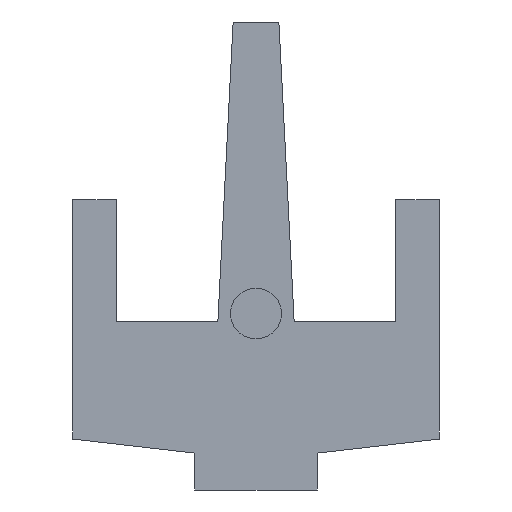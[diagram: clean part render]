
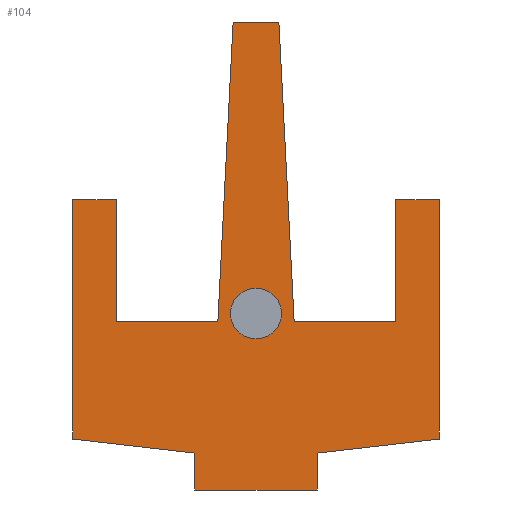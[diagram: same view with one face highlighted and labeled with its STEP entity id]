
A CAD part, front view. The second image highlights one B-rep face of the part: STEP entity #104.
In plain terms, the highlighted planar face has unit normal (0, -1, 0).
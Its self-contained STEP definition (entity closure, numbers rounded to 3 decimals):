
#1 = CARTESIAN_POINT ( 'NONE',  ( 9.278, 0., -19.508 ) ) ;
#10 = VERTEX_POINT ( 'NONE', #555 ) ;
#24 = CARTESIAN_POINT ( 'NONE',  ( 0., 0., 0. ) ) ;
#25 = VERTEX_POINT ( 'NONE', #622 ) ;
#26 = VECTOR ( 'NONE', #246, 1000. ) ;
#32 = ORIENTED_EDGE ( 'NONE', *, *, #316, .F. ) ;
#33 = DIRECTION ( 'NONE',  ( 0., 0., -1. ) ) ;
#36 = CARTESIAN_POINT ( 'NONE',  ( 25.028, 0., -2.058 ) ) ;
#37 = DIRECTION ( 'NONE',  ( 0.051, 0., 0.999 ) ) ;
#50 = VERTEX_POINT ( 'NONE', #501 ) ;
#53 = CARTESIAN_POINT ( 'NONE',  ( 27.278, 0., -30.712 ) ) ;
#58 = LINE ( 'NONE', #239, #173 ) ;
#61 = AXIS2_PLACEMENT_3D ( 'NONE', #53, #319, #211 ) ;
#64 = EDGE_CURVE ( 'NONE', #75, #649, #410, .T. ) ;
#74 = CARTESIAN_POINT ( 'NONE',  ( 27.278, 0., -33.212 ) ) ;
#75 = VERTEX_POINT ( 'NONE', #564 ) ;
#83 = LINE ( 'NONE', #85, #187 ) ;
#84 = DIRECTION ( 'NONE',  ( 0.051, 0., -0.999 ) ) ;
#85 = CARTESIAN_POINT ( 'NONE',  ( 31.028, 0., -31.508 ) ) ;
#88 = DIRECTION ( 'NONE',  ( 1., 0., 0. ) ) ;
#94 = VERTEX_POINT ( 'NONE', #74 ) ;
#96 = DIRECTION ( 'NONE',  ( 0., 0., -1. ) ) ;
#99 = VECTOR ( 'NONE', #96, 1000. ) ;
#104 = ADVANCED_FACE ( 'NONE', ( #504, #692 ), #630, .T. ) ;
#105 = LINE ( 'NONE', #680, #386 ) ;
#109 = EDGE_LOOP ( 'NONE', ( #382, #697, #483, #395, #394, #578, #345, #510, #639, #443, #288, #32, #598, #180, #300, #206 ) ) ;
#119 = CARTESIAN_POINT ( 'NONE',  ( 13.528, 0., -19.508 ) ) ;
#130 = CARTESIAN_POINT ( 'NONE',  ( 45.278, 0., -19.508 ) ) ;
#134 = CIRCLE ( 'NONE', #61, 2.5 ) ;
#135 = CARTESIAN_POINT ( 'NONE',  ( 23.528, 0., -31.508 ) ) ;
#153 = CIRCLE ( 'NONE', #455, 2.5 ) ;
#154 = LINE ( 'NONE', #119, #691 ) ;
#155 = DIRECTION ( 'NONE',  ( -0.993, 0., -0.115 ) ) ;
#156 = LINE ( 'NONE', #284, #297 ) ;
#159 = VERTEX_POINT ( 'NONE', #279 ) ;
#161 = DIRECTION ( 'NONE',  ( 0., 0., -1. ) ) ;
#166 = VECTOR ( 'NONE', #37, 1000. ) ;
#168 = VECTOR ( 'NONE', #624, 1000. ) ;
#173 = VECTOR ( 'NONE', #399, 1000. ) ;
#174 = EDGE_CURVE ( 'NONE', #491, #185, #369, .T. ) ;
#180 = ORIENTED_EDGE ( 'NONE', *, *, #250, .F. ) ;
#185 = VERTEX_POINT ( 'NONE', #341 ) ;
#187 = VECTOR ( 'NONE', #84, 1000. ) ;
#189 = VECTOR ( 'NONE', #88, 1000. ) ;
#192 = CARTESIAN_POINT ( 'NONE',  ( 33.278, 0., -48.058 ) ) ;
#198 = CARTESIAN_POINT ( 'NONE',  ( 21.278, 0., -48.058 ) ) ;
#201 = ORIENTED_EDGE ( 'NONE', *, *, #690, .F. ) ;
#206 = ORIENTED_EDGE ( 'NONE', *, *, #266, .F. ) ;
#207 = EDGE_CURVE ( 'NONE', #50, #75, #156, .T. ) ;
#208 = CARTESIAN_POINT ( 'NONE',  ( 45.278, 0., -19.508 ) ) ;
#211 = DIRECTION ( 'NONE',  ( 0., 0., -1. ) ) ;
#219 = VERTEX_POINT ( 'NONE', #332 ) ;
#226 = VERTEX_POINT ( 'NONE', #446 ) ;
#232 = DIRECTION ( 'NONE',  ( 1., 0., 0. ) ) ;
#236 = CARTESIAN_POINT ( 'NONE',  ( 27.278, 0., -30.712 ) ) ;
#239 = CARTESIAN_POINT ( 'NONE',  ( 29.528, 0., -2.058 ) ) ;
#240 = CARTESIAN_POINT ( 'NONE',  ( 31.028, 0., -31.508 ) ) ;
#241 = EDGE_CURVE ( 'NONE', #282, #50, #262, .T. ) ;
#246 = DIRECTION ( 'NONE',  ( -1., 0., 0. ) ) ;
#250 = EDGE_CURVE ( 'NONE', #159, #226, #154, .T. ) ;
#252 = LINE ( 'NONE', #638, #166 ) ;
#256 = CARTESIAN_POINT ( 'NONE',  ( 13.528, 0., -31.508 ) ) ;
#262 = LINE ( 'NONE', #675, #636 ) ;
#263 = VECTOR ( 'NONE', #232, 1000. ) ;
#266 = EDGE_CURVE ( 'NONE', #185, #25, #105, .T. ) ;
#279 = CARTESIAN_POINT ( 'NONE',  ( 9.278, 0., -19.508 ) ) ;
#282 = VERTEX_POINT ( 'NONE', #240 ) ;
#284 = CARTESIAN_POINT ( 'NONE',  ( 41.028, 0., -19.508 ) ) ;
#288 = ORIENTED_EDGE ( 'NONE', *, *, #350, .F. ) ;
#290 = DIRECTION ( 'NONE',  ( 0., 0., -1. ) ) ;
#297 = VECTOR ( 'NONE', #381, 1000. ) ;
#300 = ORIENTED_EDGE ( 'NONE', *, *, #702, .F. ) ;
#305 = LINE ( 'NONE', #1, #387 ) ;
#316 = EDGE_CURVE ( 'NONE', #545, #612, #380, .T. ) ;
#318 = VERTEX_POINT ( 'NONE', #36 ) ;
#319 = DIRECTION ( 'NONE',  ( 0., -1., 0. ) ) ;
#324 = VERTEX_POINT ( 'NONE', #351 ) ;
#328 = CARTESIAN_POINT ( 'NONE',  ( 21.278, 0., -44.431 ) ) ;
#332 = CARTESIAN_POINT ( 'NONE',  ( 45.278, 0., -43.047 ) ) ;
#336 = EDGE_CURVE ( 'NONE', #10, #282, #83, .T. ) ;
#341 = CARTESIAN_POINT ( 'NONE',  ( 21.278, 0., -44.431 ) ) ;
#345 = ORIENTED_EDGE ( 'NONE', *, *, #207, .F. ) ;
#348 = VECTOR ( 'NONE', #359, 1000. ) ;
#350 = EDGE_CURVE ( 'NONE', #612, #318, #252, .T. ) ;
#351 = CARTESIAN_POINT ( 'NONE',  ( 33.278, 0., -48.058 ) ) ;
#356 = EDGE_CURVE ( 'NONE', #318, #10, #58, .T. ) ;
#359 = DIRECTION ( 'NONE',  ( 0., 0., -1. ) ) ;
#360 = LINE ( 'NONE', #192, #99 ) ;
#369 = LINE ( 'NONE', #328, #168 ) ;
#370 = EDGE_CURVE ( 'NONE', #554, #94, #153, .T. ) ;
#380 = LINE ( 'NONE', #135, #189 ) ;
#381 = DIRECTION ( 'NONE',  ( 0., 0., 1. ) ) ;
#382 = ORIENTED_EDGE ( 'NONE', *, *, #174, .F. ) ;
#384 = VECTOR ( 'NONE', #161, 1000. ) ;
#385 = DIRECTION ( 'NONE',  ( 1., 0., 0. ) ) ;
#386 = VECTOR ( 'NONE', #409, 1000. ) ;
#387 = VECTOR ( 'NONE', #652, 1000. ) ;
#394 = ORIENTED_EDGE ( 'NONE', *, *, #497, .F. ) ;
#395 = ORIENTED_EDGE ( 'NONE', *, *, #590, .F. ) ;
#399 = DIRECTION ( 'NONE',  ( 1., 0., 0. ) ) ;
#400 = LINE ( 'NONE', #256, #384 ) ;
#409 = DIRECTION ( 'NONE',  ( -0.993, 0., 0.115 ) ) ;
#410 = LINE ( 'NONE', #130, #263 ) ;
#417 = VECTOR ( 'NONE', #155, 1000. ) ;
#420 = CARTESIAN_POINT ( 'NONE',  ( 27.278, 0., -28.212 ) ) ;
#443 = ORIENTED_EDGE ( 'NONE', *, *, #356, .F. ) ;
#444 = VERTEX_POINT ( 'NONE', #527 ) ;
#446 = CARTESIAN_POINT ( 'NONE',  ( 13.528, 0., -19.508 ) ) ;
#447 = LINE ( 'NONE', #198, #26 ) ;
#449 = DIRECTION ( 'NONE',  ( 1., 0., 0. ) ) ;
#455 = AXIS2_PLACEMENT_3D ( 'NONE', #236, #632, #33 ) ;
#460 = EDGE_CURVE ( 'NONE', #324, #491, #447, .T. ) ;
#468 = EDGE_CURVE ( 'NONE', #444, #324, #360, .T. ) ;
#482 = CARTESIAN_POINT ( 'NONE',  ( 33.278, 0., -44.431 ) ) ;
#483 = ORIENTED_EDGE ( 'NONE', *, *, #468, .F. ) ;
#489 = EDGE_LOOP ( 'NONE', ( #704, #201 ) ) ;
#491 = VERTEX_POINT ( 'NONE', #703 ) ;
#497 = EDGE_CURVE ( 'NONE', #649, #219, #663, .T. ) ;
#501 = CARTESIAN_POINT ( 'NONE',  ( 41.028, 0., -31.508 ) ) ;
#504 = FACE_BOUND ( 'NONE', #489, .T. ) ;
#510 = ORIENTED_EDGE ( 'NONE', *, *, #241, .F. ) ;
#511 = AXIS2_PLACEMENT_3D ( 'NONE', #24, #572, #290 ) ;
#527 = CARTESIAN_POINT ( 'NONE',  ( 33.278, 0., -44.431 ) ) ;
#545 = VERTEX_POINT ( 'NONE', #643 ) ;
#554 = VERTEX_POINT ( 'NONE', #420 ) ;
#555 = CARTESIAN_POINT ( 'NONE',  ( 29.528, 0., -2.058 ) ) ;
#564 = CARTESIAN_POINT ( 'NONE',  ( 41.028, 0., -19.508 ) ) ;
#571 = LINE ( 'NONE', #482, #417 ) ;
#572 = DIRECTION ( 'NONE',  ( 0., -1., 0. ) ) ;
#578 = ORIENTED_EDGE ( 'NONE', *, *, #64, .F. ) ;
#586 = CARTESIAN_POINT ( 'NONE',  ( 45.278, 0., -43.047 ) ) ;
#590 = EDGE_CURVE ( 'NONE', #219, #444, #571, .T. ) ;
#598 = ORIENTED_EDGE ( 'NONE', *, *, #610, .F. ) ;
#610 = EDGE_CURVE ( 'NONE', #226, #545, #400, .T. ) ;
#612 = VERTEX_POINT ( 'NONE', #706 ) ;
#622 = CARTESIAN_POINT ( 'NONE',  ( 9.278, 0., -43.047 ) ) ;
#624 = DIRECTION ( 'NONE',  ( 0., 0., 1. ) ) ;
#630 = PLANE ( 'NONE',  #511 ) ;
#632 = DIRECTION ( 'NONE',  ( 0., -1., 0. ) ) ;
#636 = VECTOR ( 'NONE', #385, 1000. ) ;
#638 = CARTESIAN_POINT ( 'NONE',  ( 25.028, 0., -2.058 ) ) ;
#639 = ORIENTED_EDGE ( 'NONE', *, *, #336, .F. ) ;
#643 = CARTESIAN_POINT ( 'NONE',  ( 13.528, 0., -31.508 ) ) ;
#649 = VERTEX_POINT ( 'NONE', #208 ) ;
#652 = DIRECTION ( 'NONE',  ( 0., 0., 1. ) ) ;
#663 = LINE ( 'NONE', #586, #348 ) ;
#675 = CARTESIAN_POINT ( 'NONE',  ( 41.028, 0., -31.508 ) ) ;
#680 = CARTESIAN_POINT ( 'NONE',  ( 9.278, 0., -43.047 ) ) ;
#690 = EDGE_CURVE ( 'NONE', #94, #554, #134, .T. ) ;
#691 = VECTOR ( 'NONE', #449, 1000. ) ;
#692 = FACE_OUTER_BOUND ( 'NONE', #109, .T. ) ;
#697 = ORIENTED_EDGE ( 'NONE', *, *, #460, .F. ) ;
#702 = EDGE_CURVE ( 'NONE', #25, #159, #305, .T. ) ;
#703 = CARTESIAN_POINT ( 'NONE',  ( 21.278, 0., -48.058 ) ) ;
#704 = ORIENTED_EDGE ( 'NONE', *, *, #370, .F. ) ;
#706 = CARTESIAN_POINT ( 'NONE',  ( 23.528, 0., -31.508 ) ) ;
